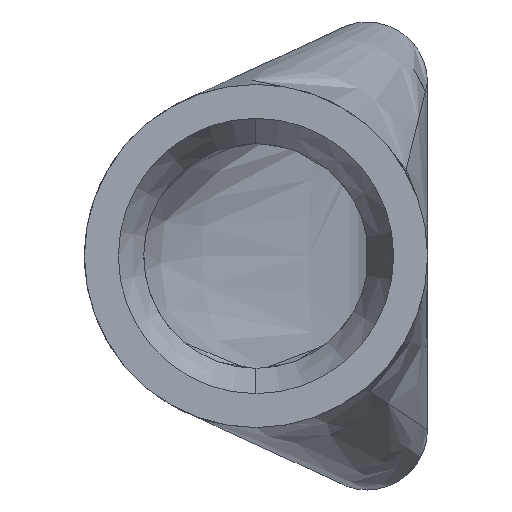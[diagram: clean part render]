
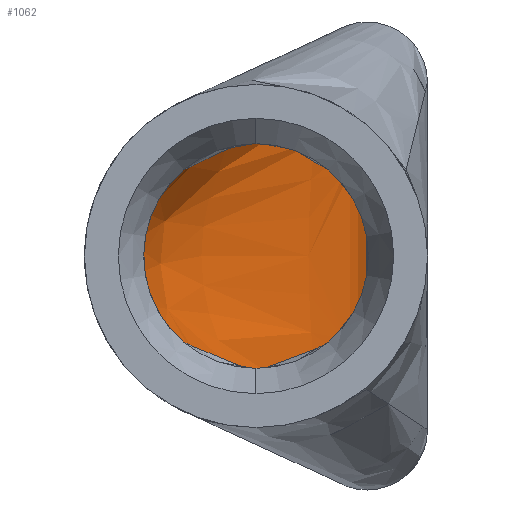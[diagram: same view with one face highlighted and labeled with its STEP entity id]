
A CAD part, left-side view. The second image highlights one B-rep face of the part: STEP entity #1062.
In plain terms, the highlighted free-form (B-spline) face has degree [3, 3] with [11, 4] control points.
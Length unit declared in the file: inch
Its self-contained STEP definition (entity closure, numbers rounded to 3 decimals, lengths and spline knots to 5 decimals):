
#17 = CARTESIAN_POINT ( 'NONE',  ( 1.25, 0.62752, 0. ) ) ;
#22 = CARTESIAN_POINT ( 'NONE',  ( 1.25, 0.5511, 0.17784 ) ) ;
#24 = CARTESIAN_POINT ( 'NONE',  ( 1.25, 0.5511, 0.17784 ) ) ;
#29 = CARTESIAN_POINT ( 'NONE',  ( 1.40106, 0.57616, -0.15156 ) ) ;
#42 = CARTESIAN_POINT ( 'NONE',  ( 1.25, 0.60406, -0.10536 ) ) ;
#71 = EDGE_CURVE ( 'NONE', #316, #1149, #1205, .T. ) ;
#82 = CARTESIAN_POINT ( 'NONE',  ( 2.03125, 0.13531, 0.28711 ) ) ;
#115 = CARTESIAN_POINT ( 'NONE',  ( 2.03125, 0.13531, -0.28711 ) ) ;
#117 = ORIENTED_EDGE ( 'NONE', *, *, #407, .T. ) ;
#127 = CARTESIAN_POINT ( 'NONE',  ( 1.88133, 0.13531, -0.38281 ) ) ;
#129 = CARTESIAN_POINT ( 'NONE',  ( 1.25, 0.62145, -0.0545 ) ) ;
#135 = CARTESIAN_POINT ( 'NONE',  ( 1.25, 0.53709, -0.1896 ) ) ;
#186 = CARTESIAN_POINT ( 'NONE',  ( 2.03125, 0.13531, 0.38281 ) ) ;
#187 = B_SPLINE_CURVE_WITH_KNOTS ( 'NONE', 3,
 ( #648, #24, #1162, #787, #306, #17, #129, #1072, #312, #602, #673 ),
 .UNSPECIFIED., .F., .F.,
 ( 4, 1, 1, 1, 1, 1, 1, 1, 4 ),
 ( 0., 0.125, 0.25, 0.375, 0.5, 0.625, 0.75, 0.875, 1. ),
 .UNSPECIFIED. ) ;
#207 = CARTESIAN_POINT ( 'NONE',  ( 1.39992, 0.53709, -0.1896 ) ) ;
#209 = CARTESIAN_POINT ( 'NONE',  ( 1.25, 0.60406, 0.10536 ) ) ;
#216 = CARTESIAN_POINT ( 'NONE',  ( 1.8788, 0.13531, -0.19141 ) ) ;
#226 = CARTESIAN_POINT ( 'NONE',  ( 1.25, 0.62145, 0.0545 ) ) ;
#244 = CARTESIAN_POINT ( 'NONE',  ( 1.88095, 0.13531, 0.35091 ) ) ;
#277 = VERTEX_POINT ( 'NONE', #1119 ) ;
#292 = EDGE_CURVE ( 'NONE', #316, #277, #187, .T. ) ;
#306 = CARTESIAN_POINT ( 'NONE',  ( 1.25, 0.62145, 0.0545 ) ) ;
#312 = CARTESIAN_POINT ( 'NONE',  ( 1.25, 0.57616, -0.15156 ) ) ;
#316 = VERTEX_POINT ( 'NONE', #1216 ) ;
#318 = CARTESIAN_POINT ( 'NONE',  ( 1.40245, 0.60406, 0.10536 ) ) ;
#331 = CARTESIAN_POINT ( 'NONE',  ( 2.03125, 0.13531, -0.38281 ) ) ;
#355 = CARTESIAN_POINT ( 'NONE',  ( 2.03125, 0.13531, -0.35091 ) ) ;
#364 = CARTESIAN_POINT ( 'NONE',  ( 2.03125, 0.13531, -0.28711 ) ) ;
#370 = CARTESIAN_POINT ( 'NONE',  ( 2.03125, 0.13531, 0.38281 ) ) ;
#374 = CARTESIAN_POINT ( 'NONE',  ( 2.03125, 0.13531, 0.38281 ) ) ;
#397 = CARTESIAN_POINT ( 'NONE',  ( 2.03125, 0.13531, -0.38281 ) ) ;
#398 = CARTESIAN_POINT ( 'NONE',  ( 2.03125, 0.13531, 0.28711 ) ) ;
#403 = CARTESIAN_POINT ( 'NONE',  ( 1.25, 0.62752, 0. ) ) ;
#407 = EDGE_CURVE ( 'NONE', #277, #753, #1099, .T. ) ;
#411 = CARTESIAN_POINT ( 'NONE',  ( 1.40385, 0.62752, 0. ) ) ;
#423 = CARTESIAN_POINT ( 'NONE',  ( 2.03125, 0.13531, -0.19141 ) ) ;
#436 = CARTESIAN_POINT ( 'NONE',  ( 2.03125, 0.13531, 0.35091 ) ) ;
#450 = CARTESIAN_POINT ( 'NONE',  ( 1.39992, 0.53709, 0.1896 ) ) ;
#451 = CARTESIAN_POINT ( 'NONE',  ( 1.88133, 0.13531, 0.38281 ) ) ;
#489 = CARTESIAN_POINT ( 'NONE',  ( 1.25, 0.57616, 0.15156 ) ) ;
#496 = CARTESIAN_POINT ( 'NONE',  ( 1.40245, 0.60406, -0.10536 ) ) ;
#510 = CARTESIAN_POINT ( 'NONE',  ( 1.88019, 0.13531, -0.28711 ) ) ;
#518 = CARTESIAN_POINT ( 'NONE',  ( 1.25, 0.57616, -0.15156 ) ) ;
#568 = B_SPLINE_SURFACE_WITH_KNOTS ( 'NONE', 3, 3, ( 
 ( #135, #785, #127, #331 ),
 ( #695, #1077, #876, #1058 ),
 ( #518, #29, #510, #115 ),
 ( #42, #496, #216, #423 ),
 ( #1167, #590, #684, #886 ),
 ( #403, #411, #796, #870 ),
 ( #226, #594, #1050, #968 ),
 ( #209, #318, #690, #581 ),
 ( #489, #959, #865, #398 ),
 ( #22, #1102, #244, #436 ),
 ( #821, #450, #903, #1204 ) ),
 .UNSPECIFIED., .F., .F., .F.,
 ( 4, 1, 1, 1, 1, 1, 1, 1, 4 ),
 ( 4, 4 ),
 ( 0., 0.125, 0.25, 0.375, 0.5, 0.625, 0.75, 0.875, 1. ),
 ( 0., 1. ),
 .UNSPECIFIED. ) ;
#580 = CARTESIAN_POINT ( 'NONE',  ( 1.88133, 0.13531, -0.38281 ) ) ;
#581 = CARTESIAN_POINT ( 'NONE',  ( 2.03125, 0.13531, 0.19141 ) ) ;
#590 = CARTESIAN_POINT ( 'NONE',  ( 1.40345, 0.62145, -0.0545 ) ) ;
#594 = CARTESIAN_POINT ( 'NONE',  ( 1.40345, 0.62145, 0.0545 ) ) ;
#602 = CARTESIAN_POINT ( 'NONE',  ( 1.25, 0.5511, -0.17784 ) ) ;
#646 = CARTESIAN_POINT ( 'NONE',  ( 2.03125, 0.13531, 0.35091 ) ) ;
#648 = CARTESIAN_POINT ( 'NONE',  ( 1.25, 0.5371, 0.1896 ) ) ;
#650 = CARTESIAN_POINT ( 'NONE',  ( 2.03125, 0.13531, -0.38281 ) ) ;
#664 = CARTESIAN_POINT ( 'NONE',  ( 2.03125, 0.13531, 0.0957 ) ) ;
#673 = CARTESIAN_POINT ( 'NONE',  ( 1.25, 0.5371, -0.1896 ) ) ;
#684 = CARTESIAN_POINT ( 'NONE',  ( 1.8778, 0.13531, -0.0957 ) ) ;
#690 = CARTESIAN_POINT ( 'NONE',  ( 1.8788, 0.13531, 0.19141 ) ) ;
#692 = ORIENTED_EDGE ( 'NONE', *, *, #71, .F. ) ;
#695 = CARTESIAN_POINT ( 'NONE',  ( 1.25, 0.5511, -0.17784 ) ) ;
#730 = CARTESIAN_POINT ( 'NONE',  ( 2.03125, 0.13531, -0.0957 ) ) ;
#744 = CARTESIAN_POINT ( 'NONE',  ( 1.39992, 0.53709, 0.1896 ) ) ;
#753 = VERTEX_POINT ( 'NONE', #1155 ) ;
#754 = CARTESIAN_POINT ( 'NONE',  ( 2.03125, 0.13531, -0.19141 ) ) ;
#780 = B_SPLINE_CURVE_WITH_KNOTS ( 'NONE', 3,
 ( #650, #355, #364, #754, #730, #1135, #664, #833, #82, #646, #370 ),
 .UNSPECIFIED., .F., .F.,
 ( 4, 1, 1, 1, 1, 1, 1, 1, 4 ),
 ( 0., 0.125, 0.25, 0.375, 0.5, 0.625, 0.75, 0.875, 1. ),
 .UNSPECIFIED. ) ;
#785 = CARTESIAN_POINT ( 'NONE',  ( 1.39992, 0.53709, -0.1896 ) ) ;
#787 = CARTESIAN_POINT ( 'NONE',  ( 1.25, 0.60406, 0.10536 ) ) ;
#796 = CARTESIAN_POINT ( 'NONE',  ( 1.8774, 0.13531, 0. ) ) ;
#821 = CARTESIAN_POINT ( 'NONE',  ( 1.25, 0.53709, 0.1896 ) ) ;
#833 = CARTESIAN_POINT ( 'NONE',  ( 2.03125, 0.13531, 0.19141 ) ) ;
#865 = CARTESIAN_POINT ( 'NONE',  ( 1.88019, 0.13531, 0.28711 ) ) ;
#870 = CARTESIAN_POINT ( 'NONE',  ( 2.03125, 0.13531, 0. ) ) ;
#876 = CARTESIAN_POINT ( 'NONE',  ( 1.88095, 0.13531, -0.35091 ) ) ;
#886 = CARTESIAN_POINT ( 'NONE',  ( 2.03125, 0.13531, -0.0957 ) ) ;
#903 = CARTESIAN_POINT ( 'NONE',  ( 1.88133, 0.13531, 0.38281 ) ) ;
#904 = CARTESIAN_POINT ( 'NONE',  ( 1.25, 0.5371, 0.1896 ) ) ;
#915 = ORIENTED_EDGE ( 'NONE', *, *, #292, .T. ) ;
#959 = CARTESIAN_POINT ( 'NONE',  ( 1.40106, 0.57616, 0.15156 ) ) ;
#968 = CARTESIAN_POINT ( 'NONE',  ( 2.03125, 0.13531, 0.0957 ) ) ;
#976 = FACE_OUTER_BOUND ( 'NONE', #1202, .T. ) ;
#1050 = CARTESIAN_POINT ( 'NONE',  ( 1.8778, 0.13531, 0.0957 ) ) ;
#1058 = CARTESIAN_POINT ( 'NONE',  ( 2.03125, 0.13531, -0.35091 ) ) ;
#1062 = ADVANCED_FACE ( 'NONE', ( #976 ), #568, .F. ) ;
#1072 = CARTESIAN_POINT ( 'NONE',  ( 1.25, 0.60406, -0.10536 ) ) ;
#1077 = CARTESIAN_POINT ( 'NONE',  ( 1.4003, 0.5511, -0.17784 ) ) ;
#1099 = B_SPLINE_CURVE_WITH_KNOTS ( 'NONE', 3,
 ( #1228, #207, #580, #397 ),
 .UNSPECIFIED., .F., .F.,
 ( 4, 4 ),
 ( 0., 1. ),
 .UNSPECIFIED. ) ;
#1102 = CARTESIAN_POINT ( 'NONE',  ( 1.4003, 0.5511, 0.17784 ) ) ;
#1119 = CARTESIAN_POINT ( 'NONE',  ( 1.25, 0.5371, -0.1896 ) ) ;
#1135 = CARTESIAN_POINT ( 'NONE',  ( 2.03125, 0.13531, 0. ) ) ;
#1149 = VERTEX_POINT ( 'NONE', #374 ) ;
#1155 = CARTESIAN_POINT ( 'NONE',  ( 2.03125, 0.13531, -0.38281 ) ) ;
#1162 = CARTESIAN_POINT ( 'NONE',  ( 1.25, 0.57616, 0.15156 ) ) ;
#1167 = CARTESIAN_POINT ( 'NONE',  ( 1.25, 0.62145, -0.0545 ) ) ;
#1169 = ORIENTED_EDGE ( 'NONE', *, *, #1191, .T. ) ;
#1191 = EDGE_CURVE ( 'NONE', #753, #1149, #780, .T. ) ;
#1202 = EDGE_LOOP ( 'NONE', ( #915, #117, #1169, #692 ) ) ;
#1204 = CARTESIAN_POINT ( 'NONE',  ( 2.03125, 0.13531, 0.38281 ) ) ;
#1205 = B_SPLINE_CURVE_WITH_KNOTS ( 'NONE', 3,
 ( #904, #744, #451, #186 ),
 .UNSPECIFIED., .F., .F.,
 ( 4, 4 ),
 ( 0., 1. ),
 .UNSPECIFIED. ) ;
#1216 = CARTESIAN_POINT ( 'NONE',  ( 1.25, 0.5371, 0.1896 ) ) ;
#1228 = CARTESIAN_POINT ( 'NONE',  ( 1.25, 0.5371, -0.1896 ) ) ;
